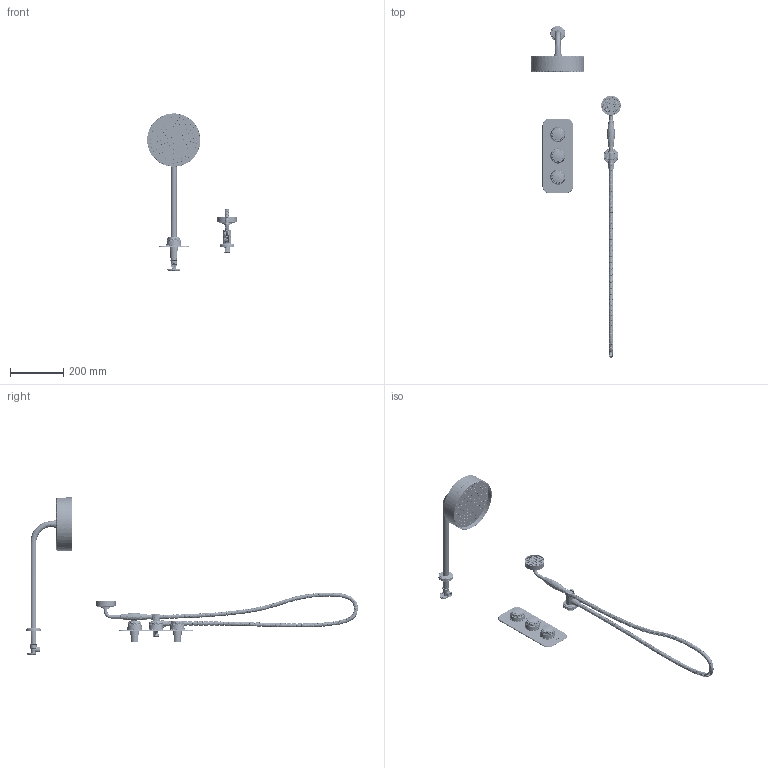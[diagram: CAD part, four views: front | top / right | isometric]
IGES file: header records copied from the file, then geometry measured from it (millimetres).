
Global section: file name: T10B2-CCR CBR; native system: Autodesk Inventor 2020; preprocessor: unknown; author: rclarke; date: 20200521.123128; units: millimetre
Bounding box: 337 x 1246.69 x 589.97 mm (x, y, z)
Volume: 2169116.9 mm3; surface area: 652097.2 mm2
Topology: 86 solids, 95 shells, 18606 faces, 43170 edges, 25632 vertices
Faces by surface type: bspline 18606
